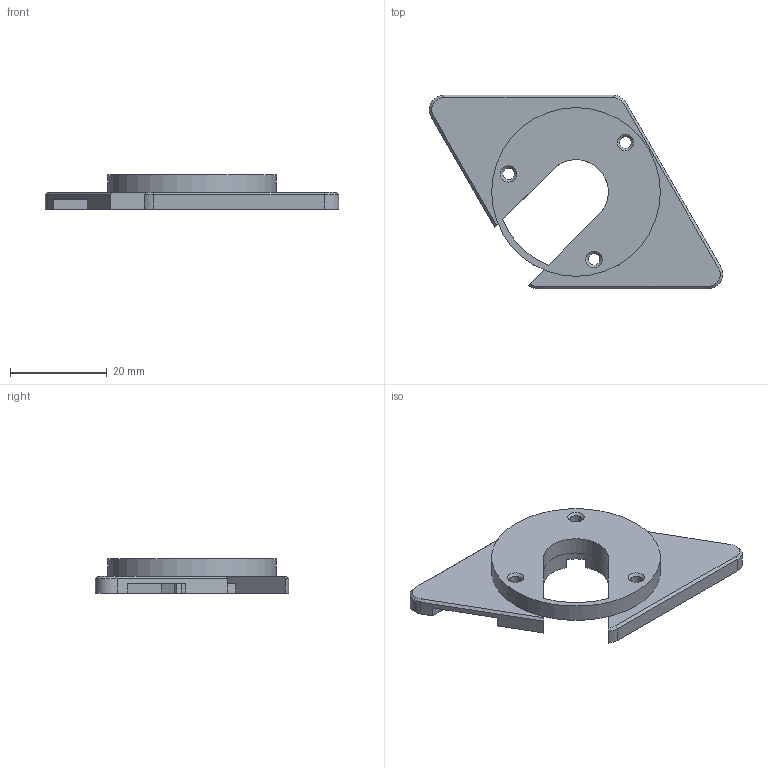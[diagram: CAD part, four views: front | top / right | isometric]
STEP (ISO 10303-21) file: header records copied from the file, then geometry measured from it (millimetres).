
FILE_DESCRIPTION(/* description */ (''),/* implementation_level */ '2;1');
FILE_NAME(/* name */ 'parametric_motor_mount_uneven_board_holes_v24.step',/* time_stamp */ '2024-05-28T23:13:06-07:00',/* author */ (''),/* organization */ (''),/* preprocessor_version */ 'ST-DEVELOPER v20',/* originating_system */ 'Autodesk Translation Framework v13.14.0.145',/* authorisation */ '');
FILE_SCHEMA (('AUTOMOTIVE_DESIGN { 1 0 10303 214 3 1 1 }'));
Length unit declared in the file: millimetre
Products named in the file (1): parametric_motor_mount_uneven_board_holes
Bounding box: 60.7 x 40 x 7.1 mm (x, y, z)
Volume: 6397.8 mm3; surface area: 5713 mm2
Topology: 2 solids, 2 shells, 120 faces, 316 edges, 207 vertices
Faces by surface type: plane 65, bspline 26, cylinder 19, cone 10
Full cylindrical faces by diameter (mm): 2.4 x6, 3 x4, 34.9 x1
Entity records: 3977 total; most frequent: CARTESIAN_POINT 1088, ORIENTED_EDGE 632, DIRECTION 503, EDGE_CURVE 316, LINE 213, VECTOR 213, VERTEX_POINT 207, AXIS2_PLACEMENT_3D 145
